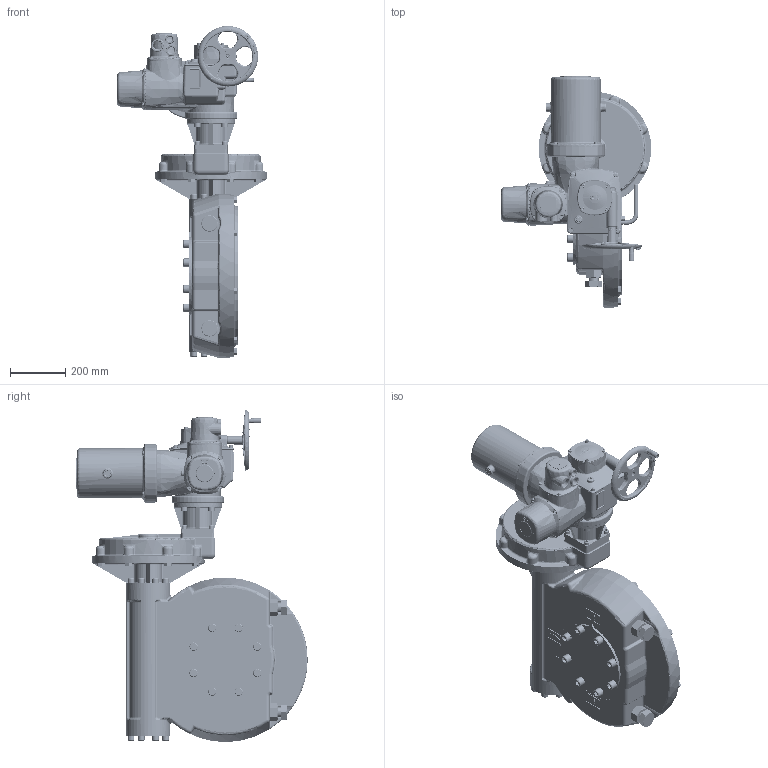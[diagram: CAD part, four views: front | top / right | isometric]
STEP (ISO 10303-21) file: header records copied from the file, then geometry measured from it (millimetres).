
FILE_DESCRIPTION(/* description */ ('Unknown'),/* implementation_level */ '2;1');
FILE_NAME(/* name */ 'A3W9RLBA00X-1',/* time_stamp */ '2019-10-17T13:07:19+06:00',/* author */ ('Unknown'),/* organization */ ('Unknown'),/* preprocessor_version */ 'ST-DEVELOPER v16.7',/* originating_system */ 'DEX',/* authorisation */ $);
FILE_SCHEMA (('AUTOMOTIVE_DESIGN {1 0 10303 214 3 1 1}'));
Products named in the file (1): A3W9RLBA00X
Bounding box: 545.5 x 838.44 x 1203.59 mm (x, y, z)
Volume: 82908573.3 mm3; surface area: 2961104.6 mm2
Topology: 1 solids, 48 shells, 5949 faces, 14662 edges, 9032 vertices
Faces by surface type: plane 2666, bspline 1609, cylinder 755, cone 408, torus 393, sphere 118
Full cylindrical faces by diameter (mm): 4.917 x9, 6.45 x1, 6.47 x1, 6.647 x12, 7 x2, 8 x4, 8.2 x1, 8.4 x4, 10 x14, 10.22 x4, 10.5 x4, 13 x5, 13.25 x8, 13.5 x9, 13.835 x2, 15.5 x1, 16 x20, 16.1 x1, 16.5 x20, 18 x6, 18.376 x1, 18.5 x4, 19 x1, 20 x11, 20.5 x8, 21 x8, 23.376 x1, 24 x20, 30 x9, 30.376 x1
Entity records: 272847 total; most frequent: CARTESIAN_POINT 111452, ORIENTED_EDGE 27434, DIRECTION 19240, EDGE_CURVE 13717, VERTEX_POINT 8786, AXIS2_PLACEMENT_3D 7432, FACE_BOUND 6943, EDGE_LOOP 6913
